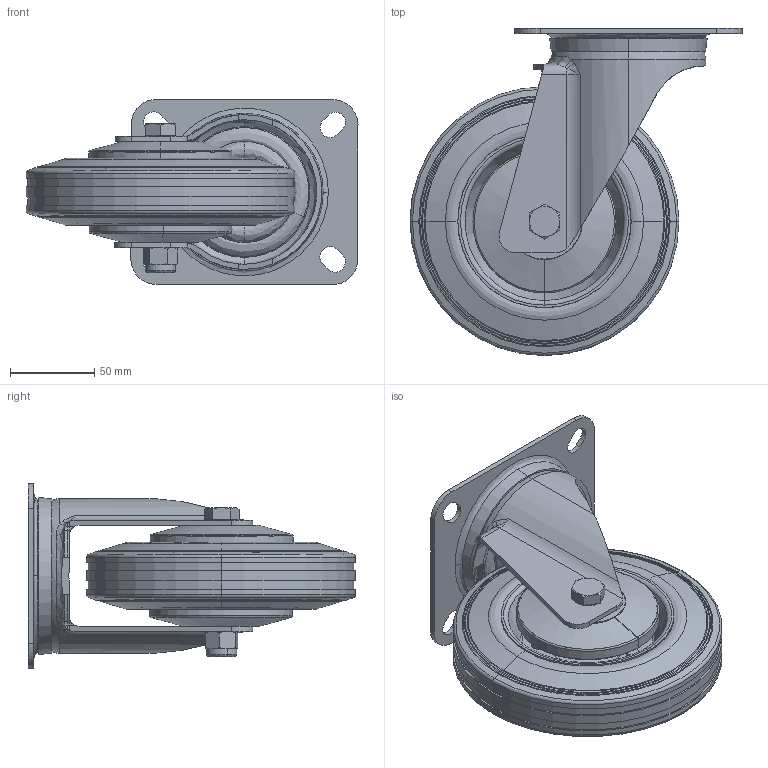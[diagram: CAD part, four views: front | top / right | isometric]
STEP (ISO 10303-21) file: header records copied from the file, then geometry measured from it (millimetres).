
FILE_DESCRIPTION (( 'STEP AP203' ), '1' );
FILE_NAME ('L400.B55.161.STEP', '2017-06-21T13:55:27', ( 'Benutzer01' ), ( '' ), 'SwSTEP 2.0', 'SolidWorks 2012', '' );
FILE_SCHEMA (( 'CONFIG_CONTROL_DESIGN' ));
Length unit declared in the file: millimetre
Products named in the file (1): L400.B55.161
Bounding box: 197.51 x 194.64 x 110.14 mm (x, y, z)
Volume: 678401 mm3; surface area: 273331.3 mm2
Topology: 68 solids, 68 shells, 889 faces, 2256 edges, 1332 vertices
Faces by surface type: cylinder 307, plane 198, bspline 176, cone 112, torus 96
Entity records: 30123 total; most frequent: CARTESIAN_POINT 9375, DIRECTION 4668, ORIENTED_EDGE 4176, EDGE_CURVE 2088, AXIS2_PLACEMENT_3D 2028, VERTEX_POINT 1332, CIRCLE 1314, EDGE_LOOP 992
